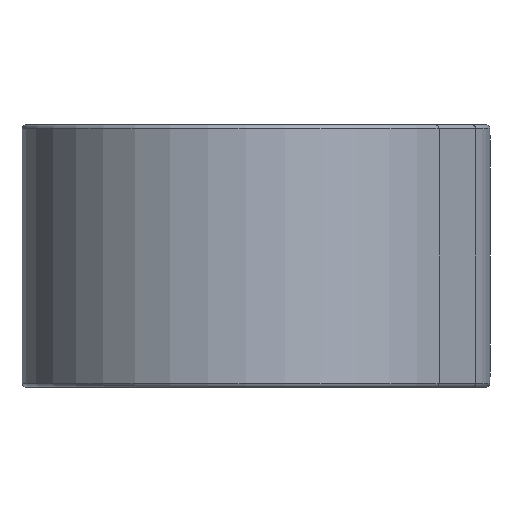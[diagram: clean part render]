
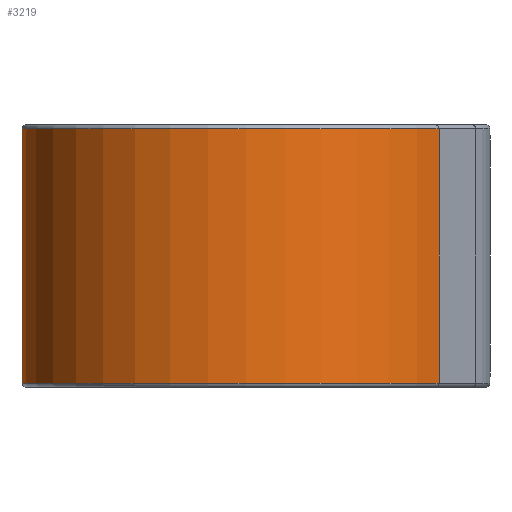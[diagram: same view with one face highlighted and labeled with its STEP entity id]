
A CAD part, left-side view. The second image highlights one B-rep face of the part: STEP entity #3219.
In plain terms, the highlighted cylindrical face has radius 10.85 mm (diameter 21.7 mm), a partial arc.
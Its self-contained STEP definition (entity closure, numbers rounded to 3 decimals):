
#611=CARTESIAN_POINT('',(0.,0.,6.15));
#612=DIRECTION('',(0.,0.,1.));
#613=DIRECTION('',(0.749,0.662,0.));
#614=AXIS2_PLACEMENT_3D('',#611,#612,#613);
#616=CARTESIAN_POINT('',(0.,0.,-6.15));
#617=DIRECTION('',(0.,0.,-1.));
#618=DIRECTION('',(-0.51,-0.86,0.));
#619=AXIS2_PLACEMENT_3D('',#616,#617,#618);
#621=DIRECTION('',(0.,0.,1.));
#622=VECTOR('',#621,12.3);
#623=CARTESIAN_POINT('',(8.13,7.185,-6.15));
#624=LINE('',#623,#622);
#1932=DIRECTION('',(0.,0.,1.));
#1933=VECTOR('',#1932,12.3);
#1934=CARTESIAN_POINT('',(-5.531,-9.334,-6.15));
#1935=LINE('',#1934,#1933);
#2007=CARTESIAN_POINT('',(8.13,7.185,6.15));
#2009=VERTEX_POINT('',#2007);
#2014=CARTESIAN_POINT('',(-5.531,-9.334,6.15));
#2015=VERTEX_POINT('',#2014);
#2050=CARTESIAN_POINT('',(-5.531,-9.334,-6.15));
#2051=VERTEX_POINT('',#2050);
#2054=CARTESIAN_POINT('',(8.13,7.185,-6.15));
#2055=VERTEX_POINT('',#2054);
#3206=CARTESIAN_POINT('',(0.,0.,-6.35));
#3207=DIRECTION('',(0.,0.,1.));
#3208=DIRECTION('',(1.,0.,0.));
#3209=AXIS2_PLACEMENT_3D('',#3206,#3207,#3208);
#3210=CYLINDRICAL_SURFACE('',#3209,10.85);
#3212=ORIENTED_EDGE('',*,*,#3211,.T.);
#3214=ORIENTED_EDGE('',*,*,#3213,.F.);
#3215=ORIENTED_EDGE('',*,*,#2726,.T.);
#3216=ORIENTED_EDGE('',*,*,#3174,.T.);
#3217=EDGE_LOOP('',(#3212,#3214,#3215,#3216));
#3218=FACE_OUTER_BOUND('',#3217,.F.);
#3219=ADVANCED_FACE('',(#3218),#3210,.T.);
#615=CIRCLE('',#614,10.85);
#620=CIRCLE('',#619,10.85);
#2726=EDGE_CURVE('',#2051,#2055,#620,.T.);
#3174=EDGE_CURVE('',#2055,#2009,#624,.T.);
#3211=EDGE_CURVE('',#2009,#2015,#615,.T.);
#3213=EDGE_CURVE('',#2051,#2015,#1935,.T.);
